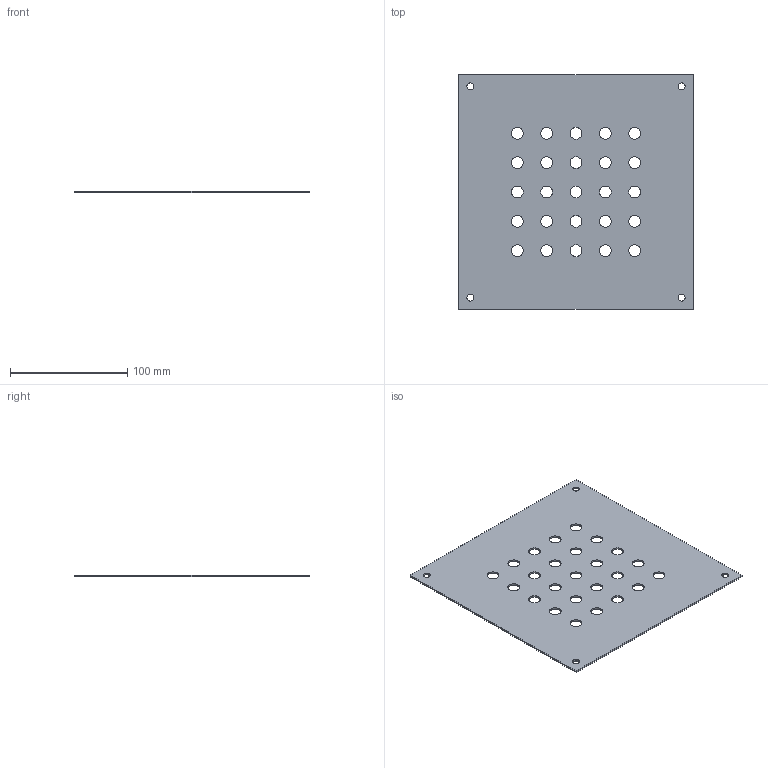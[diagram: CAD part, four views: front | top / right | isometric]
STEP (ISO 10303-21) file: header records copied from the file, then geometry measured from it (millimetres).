
FILE_DESCRIPTION(/* description */ ('STEP AP214'),/* implementation_level */ '2;1');
FILE_NAME(/* name */ '68ca5d1c82fe87f080c2fe9d',/* time_stamp */ '2025-09-17T07:02:53Z',/* author */ (''),/* organization */ (''),/* preprocessor_version */ 'ST-DEVELOPER v20',/* originating_system */ 'ONSHAPE BY PTC INC, 1.203',/* authorisation */ ' ');
FILE_SCHEMA (('AUTOMOTIVE_DESIGN {1 0 10303 214 3 1 1}'));
Length unit declared in the file: metre
Products named in the file (1): Part 1
Bounding box: 200 x 200 x 1.5 mm (x, y, z)
Volume: 56885.1 mm3; surface area: 78338 mm2
Topology: 1 solids, 1 shells, 35 faces, 99 edges, 66 vertices
Faces by surface type: cylinder 29, plane 6
Full cylindrical faces by diameter (mm): 6 x4, 10 x25
Entity records: 1172 total; most frequent: DIRECTION 200, CARTESIAN_POINT 172, ORIENTED_EDGE 140, EDGE_LOOP 122, FACE_BOUND 122, AXIS2_PLACEMENT_3D 94, EDGE_CURVE 70, VERTEX_POINT 66
